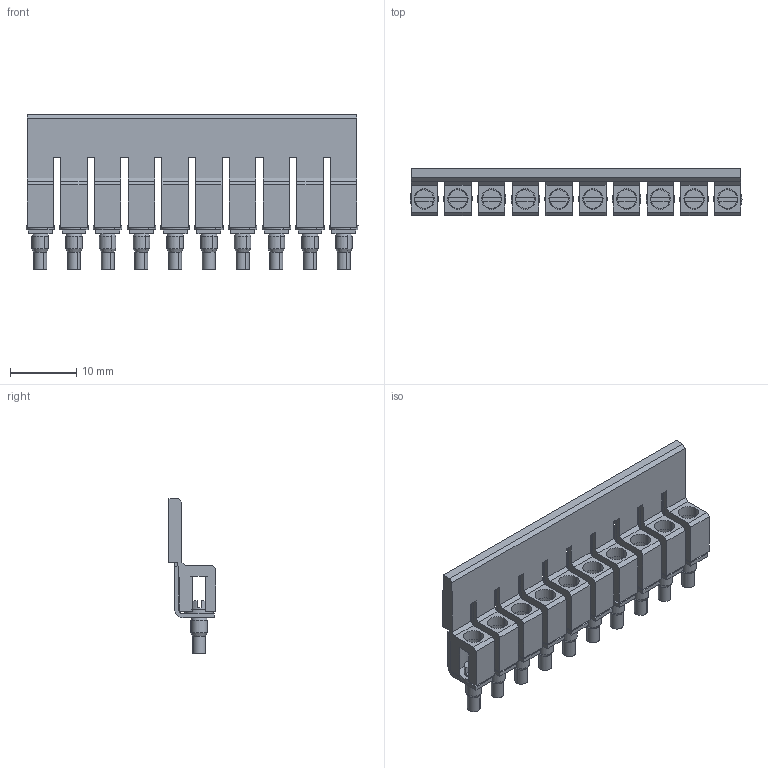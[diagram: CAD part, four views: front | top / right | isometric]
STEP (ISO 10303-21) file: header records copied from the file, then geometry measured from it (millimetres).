
FILE_DESCRIPTION(('CATIA V5 STEP Exchange','CAx-IF Rec.Pracs.--- Model Styling and Organization---1.5--- 2016-08-15','CAx-IF Rec.Pracs.---Supplemental Geometry---1.0---2011-11-01','CAx-IF Rec.Pracs.--- Composite Materials ---1.1---2010-07-15'),'2;1');
FILE_NAME ('004730-14_1', '2025-09-19T07:20:37+00:00', ('none'), ('Weidmueller'), 'CATIA Version 5-6 Release 2024 SP4', 'CATIA V5 STEP AP214 v3', 'none');
FILE_SCHEMA(('AUTOMOTIVE_DESIGN { 1 0 10303 214 1 1 1 1 }'));
Length unit declared in the file: millimetre
Products named in the file (1): 1054460000
Bounding box: 50.2 x 7.13 x 23.36 mm (x, y, z)
Volume: 1989.1 mm3; surface area: 4909 mm2
Topology: 1 solids, 1 shells, 498 faces, 1369 edges, 893 vertices
Faces by surface type: plane 318, cylinder 120, cone 60
Entity records: 14121 total; most frequent: ORIENTED_EDGE 2738, CARTESIAN_POINT 2701, DIRECTION 1625, EDGE_CURVE 1369, VECTOR 949, LINE 949, VERTEX_POINT 893, EDGE_LOOP 538
